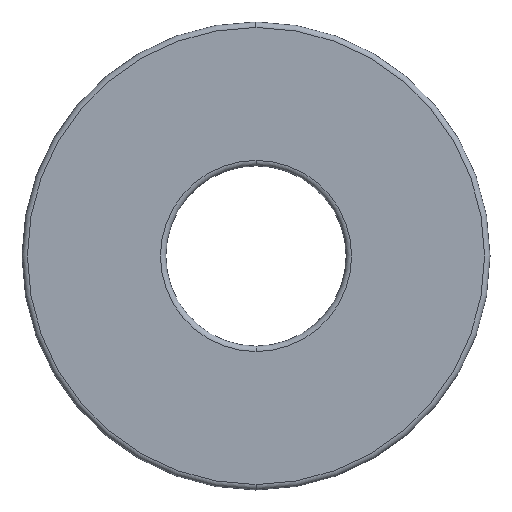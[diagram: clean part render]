
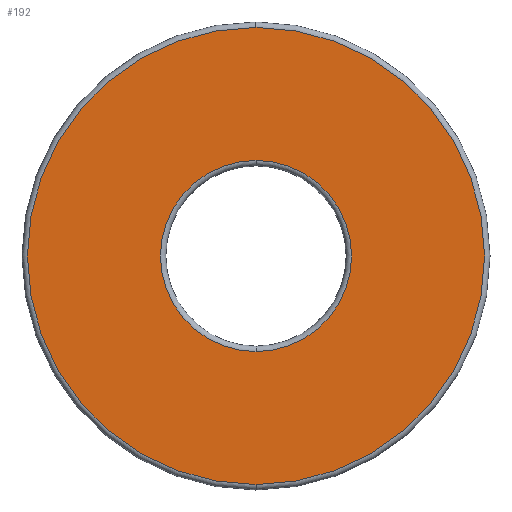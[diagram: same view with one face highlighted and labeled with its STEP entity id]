
A CAD part, left-side view. The second image highlights one B-rep face of the part: STEP entity #192.
In plain terms, the highlighted planar face has unit normal (-1, 0, 0).
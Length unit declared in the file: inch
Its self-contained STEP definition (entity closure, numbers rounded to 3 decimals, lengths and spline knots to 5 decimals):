
#7 = FACE_BOUND ( 'NONE', #348, .T. ) ;
#11 = EDGE_CURVE ( 'NONE', #84, #399, #179, .T. ) ;
#21 = CARTESIAN_POINT ( 'NONE',  ( -0.02, 0., 0. ) ) ;
#22 = CARTESIAN_POINT ( 'NONE',  ( -0.02, 0., 0. ) ) ;
#32 = ORIENTED_EDGE ( 'NONE', *, *, #446, .T. ) ;
#33 = DIRECTION ( 'NONE',  ( 0., 0., -1. ) ) ;
#59 = EDGE_CURVE ( 'NONE', #228, #174, #394, .T. ) ;
#71 = EDGE_CURVE ( 'NONE', #399, #84, #320, .T. ) ;
#74 = AXIS2_PLACEMENT_3D ( 'NONE', #350, #319, #111 ) ;
#84 = VERTEX_POINT ( 'NONE', #339 ) ;
#92 = DIRECTION ( 'NONE',  ( 0., 0., -1. ) ) ;
#94 = CARTESIAN_POINT ( 'NONE',  ( -0.02, 0., 0. ) ) ;
#111 = DIRECTION ( 'NONE',  ( 0., 0., -1. ) ) ;
#125 = AXIS2_PLACEMENT_3D ( 'NONE', #22, #375, #169 ) ;
#168 = DIRECTION ( 'NONE',  ( -1., 0., 0. ) ) ;
#169 = DIRECTION ( 'NONE',  ( 0., 0., -1. ) ) ;
#174 = VERTEX_POINT ( 'NONE', #238 ) ;
#179 = CIRCLE ( 'NONE', #247, 0.1405 ) ;
#192 = ADVANCED_FACE ( 'NONE', ( #194, #7 ), #343, .F. ) ;
#194 = FACE_OUTER_BOUND ( 'NONE', #377, .T. ) ;
#200 = CARTESIAN_POINT ( 'NONE',  ( -0.02, 0., -0.336 ) ) ;
#228 = VERTEX_POINT ( 'NONE', #200 ) ;
#238 = CARTESIAN_POINT ( 'NONE',  ( -0.02, 0., 0.336 ) ) ;
#245 = AXIS2_PLACEMENT_3D ( 'NONE', #94, #168, #407 ) ;
#247 = AXIS2_PLACEMENT_3D ( 'NONE', #419, #316, #33 ) ;
#268 = AXIS2_PLACEMENT_3D ( 'NONE', #21, #306, #92 ) ;
#280 = ORIENTED_EDGE ( 'NONE', *, *, #59, .T. ) ;
#282 = ORIENTED_EDGE ( 'NONE', *, *, #11, .T. ) ;
#291 = ORIENTED_EDGE ( 'NONE', *, *, #71, .T. ) ;
#306 = DIRECTION ( 'NONE',  ( 1., 0., 0. ) ) ;
#316 = DIRECTION ( 'NONE',  ( 1., 0., 0. ) ) ;
#319 = DIRECTION ( 'NONE',  ( -1., 0., 0. ) ) ;
#320 = CIRCLE ( 'NONE', #268, 0.1405 ) ;
#339 = CARTESIAN_POINT ( 'NONE',  ( -0.02, 0., 0.1405 ) ) ;
#341 = CIRCLE ( 'NONE', #74, 0.336 ) ;
#343 = PLANE ( 'NONE',  #125 ) ;
#348 = EDGE_LOOP ( 'NONE', ( #291, #282 ) ) ;
#350 = CARTESIAN_POINT ( 'NONE',  ( -0.02, 0., 0. ) ) ;
#375 = DIRECTION ( 'NONE',  ( 1., 0., 0. ) ) ;
#377 = EDGE_LOOP ( 'NONE', ( #280, #32 ) ) ;
#394 = CIRCLE ( 'NONE', #245, 0.336 ) ;
#399 = VERTEX_POINT ( 'NONE', #427 ) ;
#407 = DIRECTION ( 'NONE',  ( 0., 0., -1. ) ) ;
#419 = CARTESIAN_POINT ( 'NONE',  ( -0.02, 0., 0. ) ) ;
#427 = CARTESIAN_POINT ( 'NONE',  ( -0.02, 0., -0.1405 ) ) ;
#446 = EDGE_CURVE ( 'NONE', #174, #228, #341, .T. ) ;
